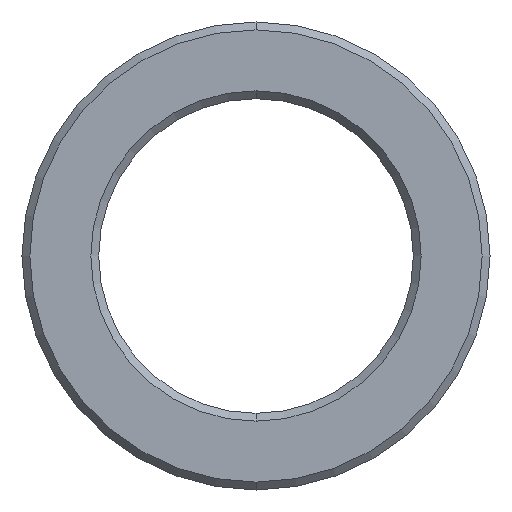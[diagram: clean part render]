
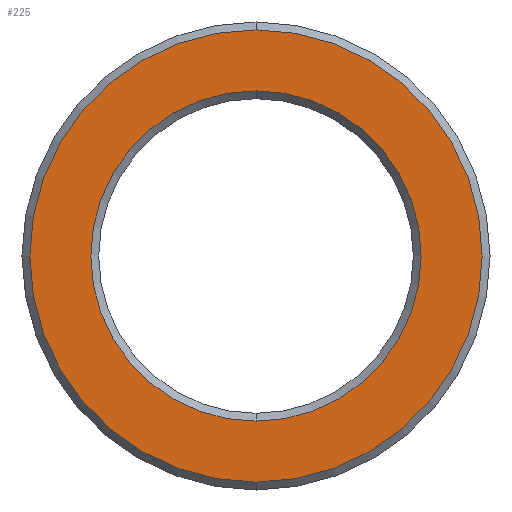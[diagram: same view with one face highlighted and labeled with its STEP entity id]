
A CAD part, front view. The second image highlights one B-rep face of the part: STEP entity #225.
In plain terms, the highlighted planar face has unit normal (0, -1, 0).
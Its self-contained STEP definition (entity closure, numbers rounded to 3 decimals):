
#23 = EDGE_CURVE ( 'NONE', #441, #398, #119, .T. ) ;
#37 = CARTESIAN_POINT ( 'NONE',  ( 0., -13.5, -2.1 ) ) ;
#41 = DIRECTION ( 'NONE',  ( 0., -1., 0. ) ) ;
#53 = EDGE_CURVE ( 'NONE', #398, #441, #127, .T. ) ;
#57 = DIRECTION ( 'NONE',  ( 0., 0., 1. ) ) ;
#59 = PLANE ( 'NONE',  #183 ) ;
#63 = ORIENTED_EDGE ( 'NONE', *, *, #53, .T. ) ;
#72 = ORIENTED_EDGE ( 'NONE', *, *, #370, .T. ) ;
#74 = AXIS2_PLACEMENT_3D ( 'NONE', #147, #146, #220 ) ;
#81 = ORIENTED_EDGE ( 'NONE', *, *, #23, .T. ) ;
#90 = CARTESIAN_POINT ( 'NONE',  ( 0., -13.5, 2.875 ) ) ;
#93 = CARTESIAN_POINT ( 'NONE',  ( 0., -13.5, 0. ) ) ;
#109 = CARTESIAN_POINT ( 'NONE',  ( 0., -13.5, 0. ) ) ;
#112 = EDGE_CURVE ( 'NONE', #279, #145, #349, .T. ) ;
#119 = CIRCLE ( 'NONE', #74, 2.1 ) ;
#126 = DIRECTION ( 'NONE',  ( 0., 1., 0. ) ) ;
#127 = CIRCLE ( 'NONE', #315, 2.1 ) ;
#135 = AXIS2_PLACEMENT_3D ( 'NONE', #93, #200, #57 ) ;
#145 = VERTEX_POINT ( 'NONE', #90 ) ;
#146 = DIRECTION ( 'NONE',  ( 0., 1., 0. ) ) ;
#147 = CARTESIAN_POINT ( 'NONE',  ( 0., -13.5, 0. ) ) ;
#156 = DIRECTION ( 'NONE',  ( 0., 1., 0. ) ) ;
#158 = FACE_OUTER_BOUND ( 'NONE', #223, .T. ) ;
#159 = DIRECTION ( 'NONE',  ( 0., 0., 1. ) ) ;
#165 = CARTESIAN_POINT ( 'NONE',  ( 0., -13.5, 0. ) ) ;
#167 = CARTESIAN_POINT ( 'NONE',  ( 0., -13.5, -2.875 ) ) ;
#183 = AXIS2_PLACEMENT_3D ( 'NONE', #165, #156, #303 ) ;
#200 = DIRECTION ( 'NONE',  ( 0., -1., 0. ) ) ;
#220 = DIRECTION ( 'NONE',  ( 0., 0., 1. ) ) ;
#223 = EDGE_LOOP ( 'NONE', ( #72, #382 ) ) ;
#225 = ADVANCED_FACE ( 'NONE', ( #158, #250 ), #59, .F. ) ;
#231 = AXIS2_PLACEMENT_3D ( 'NONE', #109, #41, #361 ) ;
#250 = FACE_BOUND ( 'NONE', #417, .T. ) ;
#279 = VERTEX_POINT ( 'NONE', #167 ) ;
#303 = DIRECTION ( 'NONE',  ( 0., 0., 1. ) ) ;
#315 = AXIS2_PLACEMENT_3D ( 'NONE', #406, #126, #159 ) ;
#349 = CIRCLE ( 'NONE', #135, 2.875 ) ;
#361 = DIRECTION ( 'NONE',  ( 0., 0., 1. ) ) ;
#370 = EDGE_CURVE ( 'NONE', #145, #279, #386, .T. ) ;
#382 = ORIENTED_EDGE ( 'NONE', *, *, #112, .T. ) ;
#386 = CIRCLE ( 'NONE', #231, 2.875 ) ;
#389 = CARTESIAN_POINT ( 'NONE',  ( 0., -13.5, 2.1 ) ) ;
#398 = VERTEX_POINT ( 'NONE', #37 ) ;
#406 = CARTESIAN_POINT ( 'NONE',  ( 0., -13.5, 0. ) ) ;
#417 = EDGE_LOOP ( 'NONE', ( #63, #81 ) ) ;
#441 = VERTEX_POINT ( 'NONE', #389 ) ;
